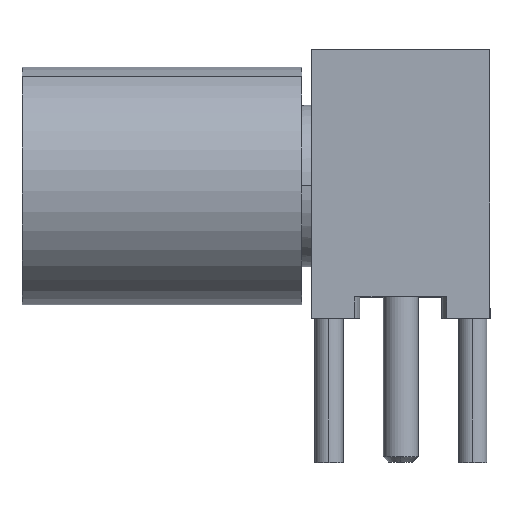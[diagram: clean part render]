
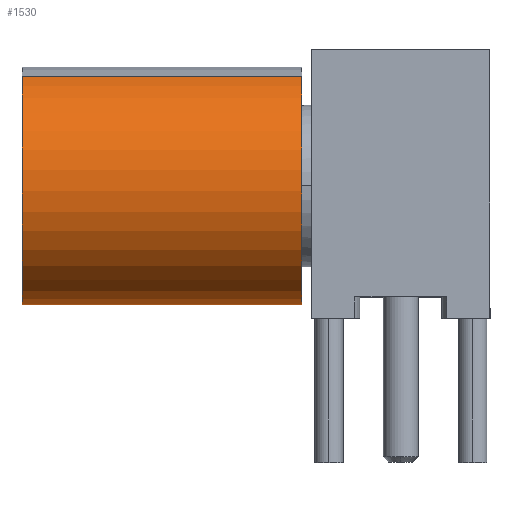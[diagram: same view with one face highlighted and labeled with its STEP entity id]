
A CAD part, top view. The second image highlights one B-rep face of the part: STEP entity #1530.
In plain terms, the highlighted cylindrical face has radius 2.1 mm (diameter 4.2 mm), a partial arc.
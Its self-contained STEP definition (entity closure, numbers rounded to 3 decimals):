
#32 = EDGE_CURVE ( 'NONE', #920, #1280, #2770, .T. ) ;
#33 = CARTESIAN_POINT ( 'NONE',  ( -0.802, -1.941, 0.175 ) ) ;
#207 = ORIENTED_EDGE ( 'NONE', *, *, #2169, .F. ) ;
#215 = ORIENTED_EDGE ( 'NONE', *, *, #2044, .F. ) ;
#354 = DIRECTION ( 'NONE',  ( -0.382, -0.924, 0. ) ) ;
#545 = EDGE_CURVE ( 'NONE', #2772, #920, #1759, .T. ) ;
#575 = EDGE_LOOP ( 'NONE', ( #207, #1091, #646, #215 ) ) ;
#619 = CARTESIAN_POINT ( 'NONE',  ( 0.802, 1.941, 5.115 ) ) ;
#646 = ORIENTED_EDGE ( 'NONE', *, *, #32, .T. ) ;
#652 = CYLINDRICAL_SURFACE ( 'NONE', #772, 2.1 ) ;
#772 = AXIS2_PLACEMENT_3D ( 'NONE', #1594, #1376, #354 ) ;
#920 = VERTEX_POINT ( 'NONE', #2371 ) ;
#1070 = DIRECTION ( 'NONE',  ( -0.382, -0.924, 0. ) ) ;
#1091 = ORIENTED_EDGE ( 'NONE', *, *, #545, .T. ) ;
#1116 = DIRECTION ( 'NONE',  ( 0., 0., -1. ) ) ;
#1276 = CARTESIAN_POINT ( 'NONE',  ( -0.802, -1.941, 0.175 ) ) ;
#1280 = VERTEX_POINT ( 'NONE', #1276 ) ;
#1347 = VERTEX_POINT ( 'NONE', #1751 ) ;
#1376 = DIRECTION ( 'NONE',  ( 0., 0., -1. ) ) ;
#1378 = FACE_OUTER_BOUND ( 'NONE', #575, .T. ) ;
#1425 = AXIS2_PLACEMENT_3D ( 'NONE', #1539, #2551, #1070 ) ;
#1530 = ADVANCED_FACE ( 'NONE', ( #1378 ), #652, .T. ) ;
#1539 = CARTESIAN_POINT ( 'NONE',  ( 0., 0., 0.175 ) ) ;
#1594 = CARTESIAN_POINT ( 'NONE',  ( 0., 0., 0.175 ) ) ;
#1718 = DIRECTION ( 'NONE',  ( -0.382, -0.924, 0. ) ) ;
#1727 = DIRECTION ( 'NONE',  ( 0., 0., -1. ) ) ;
#1728 = DIRECTION ( 'NONE',  ( 0., 0., -1. ) ) ;
#1751 = CARTESIAN_POINT ( 'NONE',  ( 0.802, 1.941, 0.175 ) ) ;
#1759 = CIRCLE ( 'NONE', #2773, 2.1 ) ;
#2007 = CARTESIAN_POINT ( 'NONE',  ( 0., 0., 5.115 ) ) ;
#2044 = EDGE_CURVE ( 'NONE', #1347, #1280, #2711, .T. ) ;
#2124 = VECTOR ( 'NONE', #1728, 1000. ) ;
#2169 = EDGE_CURVE ( 'NONE', #2772, #1347, #2997, .T. ) ;
#2371 = CARTESIAN_POINT ( 'NONE',  ( -0.802, -1.941, 5.115 ) ) ;
#2407 = VECTOR ( 'NONE', #1116, 1000. ) ;
#2551 = DIRECTION ( 'NONE',  ( 0., 0., -1. ) ) ;
#2711 = CIRCLE ( 'NONE', #1425, 2.1 ) ;
#2770 = LINE ( 'NONE', #33, #2124 ) ;
#2772 = VERTEX_POINT ( 'NONE', #619 ) ;
#2773 = AXIS2_PLACEMENT_3D ( 'NONE', #2007, #1727, #1718 ) ;
#2798 = CARTESIAN_POINT ( 'NONE',  ( 0.802, 1.941, 0.175 ) ) ;
#2997 = LINE ( 'NONE', #2798, #2407 ) ;
